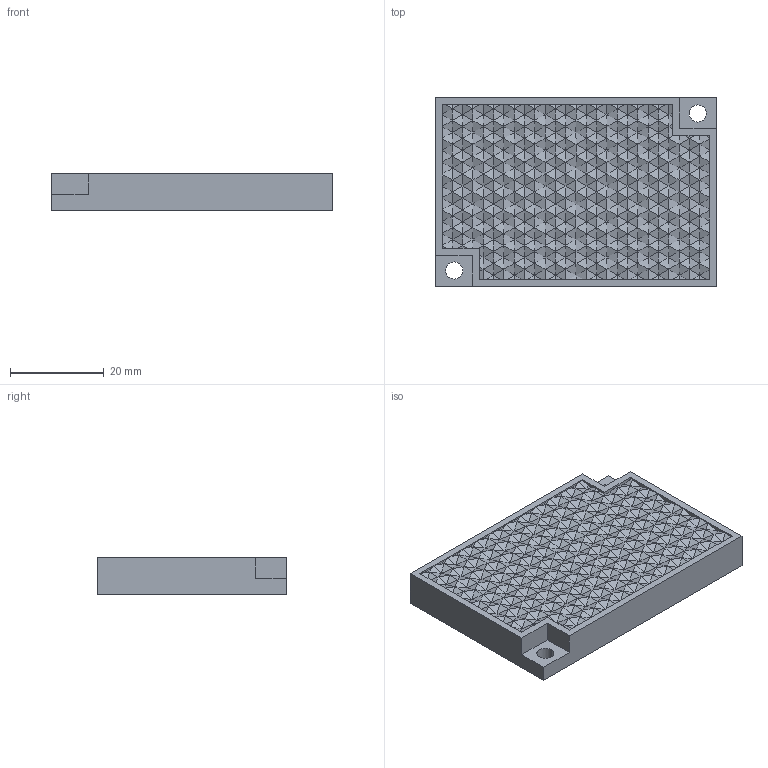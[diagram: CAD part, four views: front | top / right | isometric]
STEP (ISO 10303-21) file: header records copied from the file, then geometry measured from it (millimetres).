
FILE_DESCRIPTION(('Creo Elements/Direct Modeling STEP Export'),'2;1');
FILE_NAME('ER4060.stp','2017-08-30T12:29:33',('Palle Edslev '),('EDSLEV A/S'),'Creo Elements/Direct Modeling STEP processor for AP214 (Solid Model)','Creo Elements/Direct Modeling 18.1H 24-Oct-2015 (C) Parametric Technology GmbH','');
FILE_SCHEMA(('AUTOMOTIVE_DESIGN { 1 0 10303 214 1 1 1 1 }'));
Length unit declared in the file: millimetre
Products named in the file (1): ER4060
Bounding box: 59.9 x 40.3 x 7.76 mm (x, y, z)
Volume: 16923.6 mm3; surface area: 6662.7 mm2
Topology: 1 solids, 1 shells, 809 faces, 1374 edges, 569 vertices
Faces by surface type: plane 805, cylinder 4
Entity records: 17181 total; most frequent: DIRECTION 2968, ORIENTED_EDGE 2748, CARTESIAN_POINT 2732, EDGE_CURVE 1374, VECTOR 1358, LINE 1358, EDGE_LOOP 815, FACE_OUTER_BOUND 809
